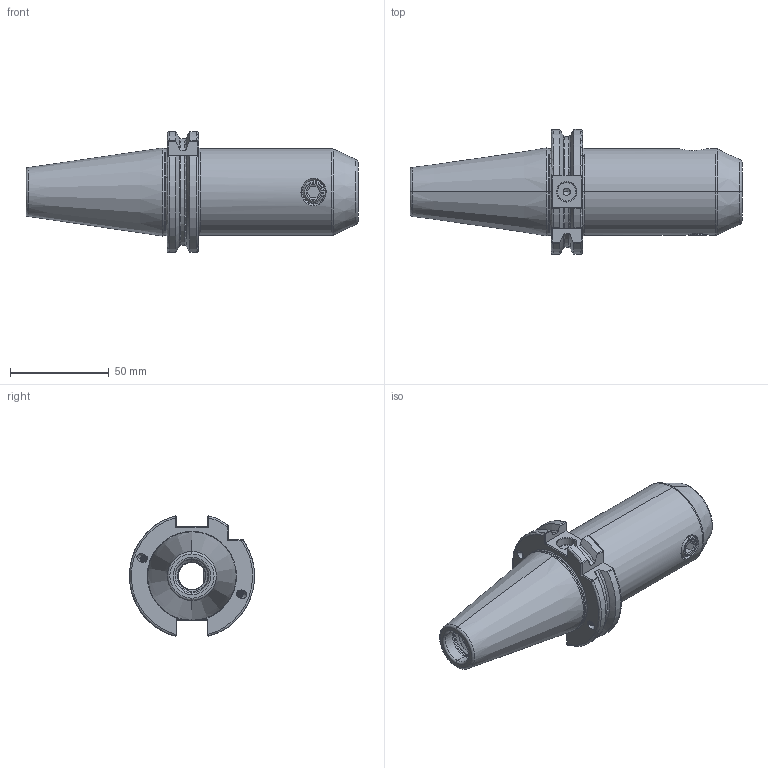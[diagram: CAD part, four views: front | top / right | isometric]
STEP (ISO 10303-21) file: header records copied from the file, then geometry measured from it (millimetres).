
FILE_DESCRIPTION (( 'STEP AP203' ), '1' );
FILE_NAME ('403.04.14.1.K.STEP', '2016-11-25T08:13:36', ( '' ), ( '' ), 'SwSTEP 2.0', 'SolidWorks 2012', '' );
FILE_SCHEMA (( 'CONFIG_CONTROL_DESIGN' ));
Length unit declared in the file: millimetre
Products named in the file (4): 403.04.14.1.K; 側固12_M12x1.75_16L; 2-02511005U1_d13.8x2.4(側固出水14)
Assembly tree (3 placements, depth 2):
  403.04.14.1.K
    403.04.14.1.K
    2-02511005U1_d13.8x2.4(側固出水14)
    側固12_M12x1.75_16L
Bounding box: 168.4 x 63.41 x 61.24 mm (x, y, z)
Volume: 201173 mm3; surface area: 39401.1 mm2
Topology: 3 solids, 3 shells, 337 faces, 917 edges, 579 vertices
Faces by surface type: cylinder 148, plane 67, torus 46, cone 43, bspline 31, sphere 2
Entity records: 26153 total; most frequent: CARTESIAN_POINT 18273, ORIENTED_EDGE 1802, DIRECTION 1303, EDGE_CURVE 901, VERTEX_POINT 579, AXIS2_PLACEMENT_3D 515, EDGE_LOOP 360, ADVANCED_FACE 337
